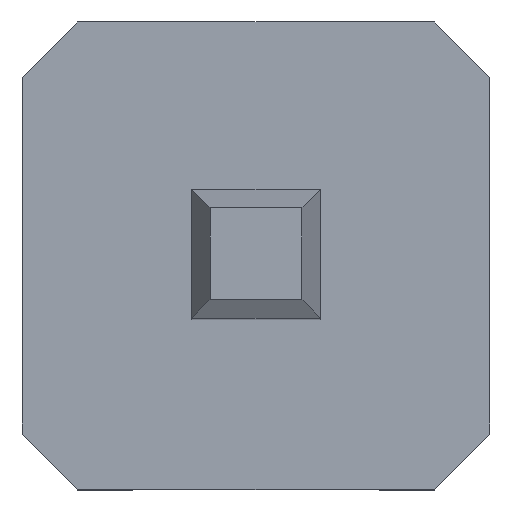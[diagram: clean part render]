
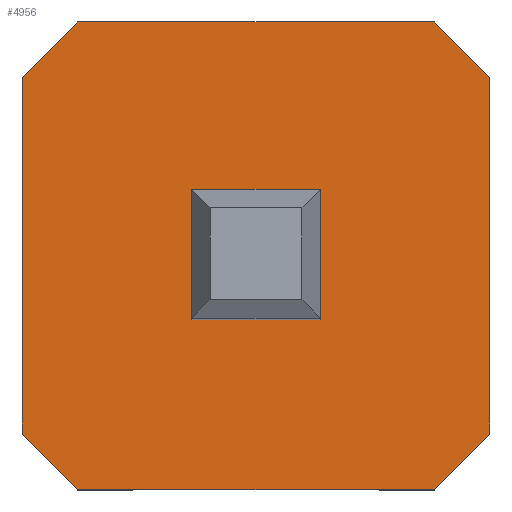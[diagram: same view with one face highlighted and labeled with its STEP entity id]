
A CAD part, top view. The second image highlights one B-rep face of the part: STEP entity #4956.
In plain terms, the highlighted planar face has unit normal (0, 0, 1).
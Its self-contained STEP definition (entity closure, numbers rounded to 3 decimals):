
#44 = DIRECTION ( 'NONE',  ( 1., 0., 0. ) ) ;
#182 = EDGE_CURVE ( 'NONE', #422, #1548, #5425, .T. ) ;
#197 = DIRECTION ( 'NONE',  ( 0., 1., 0. ) ) ;
#215 = EDGE_CURVE ( 'NONE', #4381, #1818, #5651, .T. ) ;
#393 = ORIENTED_EDGE ( 'NONE', *, *, #215, .T. ) ;
#422 = VERTEX_POINT ( 'NONE', #4237 ) ;
#426 = DIRECTION ( 'NONE',  ( -0.707, -0.707, 0. ) ) ;
#469 = LINE ( 'NONE', #1376, #2909 ) ;
#494 = CARTESIAN_POINT ( 'NONE',  ( -0.97, 1.27, 2.5 ) ) ;
#516 = CARTESIAN_POINT ( 'NONE',  ( 0.97, -1.27, 2.5 ) ) ;
#543 = CARTESIAN_POINT ( 'NONE',  ( 0., 0., 2.5 ) ) ;
#622 = DIRECTION ( 'NONE',  ( 0.707, 0.707, 0. ) ) ;
#685 = CARTESIAN_POINT ( 'NONE',  ( -0.97, -1.27, 2.5 ) ) ;
#689 = CARTESIAN_POINT ( 'NONE',  ( 0.35, 0.35, 2.5 ) ) ;
#756 = CARTESIAN_POINT ( 'NONE',  ( 1.27, -0.97, 2.5 ) ) ;
#808 = ORIENTED_EDGE ( 'NONE', *, *, #1772, .T. ) ;
#850 = CARTESIAN_POINT ( 'NONE',  ( 1.27, 0.97, 2.5 ) ) ;
#905 = CARTESIAN_POINT ( 'NONE',  ( -1.27, 0.97, 2.5 ) ) ;
#909 = EDGE_CURVE ( 'NONE', #2934, #1365, #5080, .T. ) ;
#933 = CARTESIAN_POINT ( 'NONE',  ( -0.35, -0.35, 2.5 ) ) ;
#1042 = DIRECTION ( 'NONE',  ( 1., 0., 0. ) ) ;
#1093 = CARTESIAN_POINT ( 'NONE',  ( 0.97, 1.27, 2.5 ) ) ;
#1106 = DIRECTION ( 'NONE',  ( 0., 1., 0. ) ) ;
#1152 = CARTESIAN_POINT ( 'NONE',  ( 0.35, -0.35, 2.5 ) ) ;
#1196 = CARTESIAN_POINT ( 'NONE',  ( -0.35, 0., 2.5 ) ) ;
#1272 = DIRECTION ( 'NONE',  ( 0., -1., 0. ) ) ;
#1365 = VERTEX_POINT ( 'NONE', #3659 ) ;
#1370 = LINE ( 'NONE', #3685, #2521 ) ;
#1376 = CARTESIAN_POINT ( 'NONE',  ( 0.35, 0., 2.5 ) ) ;
#1386 = LINE ( 'NONE', #2612, #4659 ) ;
#1478 = FACE_OUTER_BOUND ( 'NONE', #2544, .T. ) ;
#1481 = ORIENTED_EDGE ( 'NONE', *, *, #3551, .T. ) ;
#1548 = VERTEX_POINT ( 'NONE', #933 ) ;
#1573 = LINE ( 'NONE', #4153, #5141 ) ;
#1575 = DIRECTION ( 'NONE',  ( -0.707, 0.707, 0. ) ) ;
#1631 = FACE_BOUND ( 'NONE', #4375, .T. ) ;
#1651 = ORIENTED_EDGE ( 'NONE', *, *, #3830, .T. ) ;
#1712 = LINE ( 'NONE', #4572, #4140 ) ;
#1720 = ORIENTED_EDGE ( 'NONE', *, *, #5607, .T. ) ;
#1772 = EDGE_CURVE ( 'NONE', #1818, #2615, #2633, .T. ) ;
#1818 = VERTEX_POINT ( 'NONE', #494 ) ;
#1933 = VECTOR ( 'NONE', #3650, 1000. ) ;
#1939 = EDGE_CURVE ( 'NONE', #1548, #4523, #1573, .T. ) ;
#2048 = ORIENTED_EDGE ( 'NONE', *, *, #5497, .T. ) ;
#2055 = ORIENTED_EDGE ( 'NONE', *, *, #182, .F. ) ;
#2122 = DIRECTION ( 'NONE',  ( 0.707, -0.707, 0. ) ) ;
#2133 = ORIENTED_EDGE ( 'NONE', *, *, #1939, .F. ) ;
#2184 = EDGE_CURVE ( 'NONE', #2191, #2934, #4612, .T. ) ;
#2191 = VERTEX_POINT ( 'NONE', #5354 ) ;
#2521 = VECTOR ( 'NONE', #1272, 1000. ) ;
#2544 = EDGE_LOOP ( 'NONE', ( #3538, #5201, #1481, #1720, #2048, #393, #808, #1651 ) ) ;
#2612 = CARTESIAN_POINT ( 'NONE',  ( 1.27, 0.97, 2.5 ) ) ;
#2615 = VERTEX_POINT ( 'NONE', #6072 ) ;
#2633 = LINE ( 'NONE', #905, #5057 ) ;
#2640 = DIRECTION ( 'NONE',  ( -1., 0., 0. ) ) ;
#2909 = VECTOR ( 'NONE', #1106, 1000. ) ;
#2934 = VERTEX_POINT ( 'NONE', #5523 ) ;
#2940 = CARTESIAN_POINT ( 'NONE',  ( -1.27, -0.97, 2.5 ) ) ;
#3103 = AXIS2_PLACEMENT_3D ( 'NONE', #543, #3946, #1042 ) ;
#3350 = CARTESIAN_POINT ( 'NONE',  ( -0.97, 1.27, 2.5 ) ) ;
#3538 = ORIENTED_EDGE ( 'NONE', *, *, #2184, .T. ) ;
#3551 = EDGE_CURVE ( 'NONE', #1365, #6211, #5342, .T. ) ;
#3650 = DIRECTION ( 'NONE',  ( -1., 0., 0. ) ) ;
#3659 = CARTESIAN_POINT ( 'NONE',  ( 0.97, -1.27, 2.5 ) ) ;
#3685 = CARTESIAN_POINT ( 'NONE',  ( -1.27, 0.97, 2.5 ) ) ;
#3712 = EDGE_CURVE ( 'NONE', #4523, #3929, #469, .T. ) ;
#3743 = VECTOR ( 'NONE', #1575, 1000. ) ;
#3763 = DIRECTION ( 'NONE',  ( 1., 0., 0. ) ) ;
#3796 = VECTOR ( 'NONE', #44, 1000. ) ;
#3830 = EDGE_CURVE ( 'NONE', #2615, #2191, #1370, .T. ) ;
#3913 = ORIENTED_EDGE ( 'NONE', *, *, #3712, .F. ) ;
#3929 = VERTEX_POINT ( 'NONE', #689 ) ;
#3946 = DIRECTION ( 'NONE',  ( 0., 0., 1. ) ) ;
#4129 = VECTOR ( 'NONE', #6222, 1000. ) ;
#4140 = VECTOR ( 'NONE', #2640, 1000. ) ;
#4153 = CARTESIAN_POINT ( 'NONE',  ( 0., -0.35, 2.5 ) ) ;
#4237 = CARTESIAN_POINT ( 'NONE',  ( -0.35, 0.35, 2.5 ) ) ;
#4375 = EDGE_LOOP ( 'NONE', ( #3913, #2133, #2055, #5305 ) ) ;
#4381 = VERTEX_POINT ( 'NONE', #4820 ) ;
#4452 = VECTOR ( 'NONE', #2122, 1000. ) ;
#4523 = VERTEX_POINT ( 'NONE', #1152 ) ;
#4572 = CARTESIAN_POINT ( 'NONE',  ( 0., 0.35, 2.5 ) ) ;
#4612 = LINE ( 'NONE', #2940, #4452 ) ;
#4659 = VECTOR ( 'NONE', #197, 1000. ) ;
#4820 = CARTESIAN_POINT ( 'NONE',  ( 0.97, 1.27, 2.5 ) ) ;
#4892 = PLANE ( 'NONE',  #3103 ) ;
#4956 = ADVANCED_FACE ( 'NONE', ( #1631, #1478 ), #4892, .T. ) ;
#5030 = LINE ( 'NONE', #1093, #3743 ) ;
#5054 = EDGE_CURVE ( 'NONE', #3929, #422, #1712, .T. ) ;
#5057 = VECTOR ( 'NONE', #426, 1000. ) ;
#5080 = LINE ( 'NONE', #685, #3796 ) ;
#5141 = VECTOR ( 'NONE', #3763, 1000. ) ;
#5178 = VECTOR ( 'NONE', #622, 1000. ) ;
#5201 = ORIENTED_EDGE ( 'NONE', *, *, #909, .T. ) ;
#5305 = ORIENTED_EDGE ( 'NONE', *, *, #5054, .F. ) ;
#5342 = LINE ( 'NONE', #516, #5178 ) ;
#5354 = CARTESIAN_POINT ( 'NONE',  ( -1.27, -0.97, 2.5 ) ) ;
#5425 = LINE ( 'NONE', #1196, #4129 ) ;
#5497 = EDGE_CURVE ( 'NONE', #5757, #4381, #5030, .T. ) ;
#5523 = CARTESIAN_POINT ( 'NONE',  ( -0.97, -1.27, 2.5 ) ) ;
#5607 = EDGE_CURVE ( 'NONE', #6211, #5757, #1386, .T. ) ;
#5651 = LINE ( 'NONE', #3350, #1933 ) ;
#5757 = VERTEX_POINT ( 'NONE', #850 ) ;
#6072 = CARTESIAN_POINT ( 'NONE',  ( -1.27, 0.97, 2.5 ) ) ;
#6211 = VERTEX_POINT ( 'NONE', #756 ) ;
#6222 = DIRECTION ( 'NONE',  ( 0., -1., 0. ) ) ;
